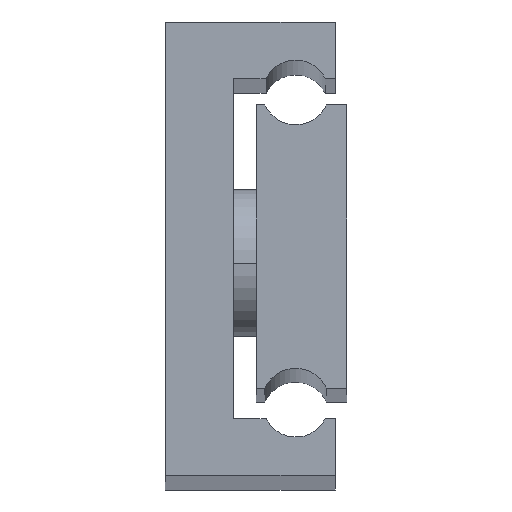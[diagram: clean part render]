
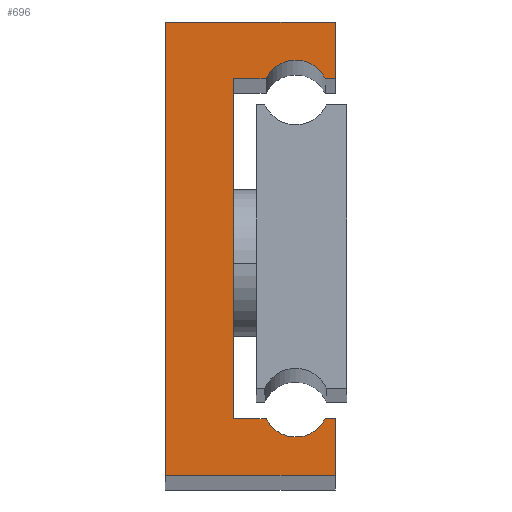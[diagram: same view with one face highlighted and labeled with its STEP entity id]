
A CAD part, top view. The second image highlights one B-rep face of the part: STEP entity #696.
In plain terms, the highlighted planar face has unit normal (0, 0, 1).
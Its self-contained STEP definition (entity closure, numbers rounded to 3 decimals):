
#8 = DIRECTION ( 'NONE',  ( 0., 1., 0. ) ) ;
#12 = VERTEX_POINT ( 'NONE', #1817 ) ;
#28 = CARTESIAN_POINT ( 'NONE',  ( 6., 5., 375. ) ) ;
#55 = EDGE_CURVE ( 'NONE', #414, #1322, #1355, .T. ) ;
#61 = DIRECTION ( 'NONE',  ( 0., 0., -1. ) ) ;
#75 = DIRECTION ( 'NONE',  ( -1., 0., 0. ) ) ;
#113 = VECTOR ( 'NONE', #549, 1000. ) ;
#194 = CARTESIAN_POINT ( 'NONE',  ( 15., 0., 375. ) ) ;
#215 = DIRECTION ( 'NONE',  ( 1., 0., 0. ) ) ;
#221 = CARTESIAN_POINT ( 'NONE',  ( 8.895, 35., 375. ) ) ;
#236 = VERTEX_POINT ( 'NONE', #593 ) ;
#257 = EDGE_CURVE ( 'NONE', #2091, #12, #350, .T. ) ;
#278 = CARTESIAN_POINT ( 'NONE',  ( 8.895, 35., 375. ) ) ;
#297 = DIRECTION ( 'NONE',  ( 1., 0., 0. ) ) ;
#300 = ORIENTED_EDGE ( 'NONE', *, *, #1838, .T. ) ;
#318 = EDGE_CURVE ( 'NONE', #1450, #1178, #1382, .T. ) ;
#324 = VECTOR ( 'NONE', #1035, 1000. ) ;
#327 = DIRECTION ( 'NONE',  ( -1., 0., 0. ) ) ;
#331 = ORIENTED_EDGE ( 'NONE', *, *, #318, .T. ) ;
#338 = VERTEX_POINT ( 'NONE', #2064 ) ;
#350 = LINE ( 'NONE', #1021, #1378 ) ;
#355 = VECTOR ( 'NONE', #1391, 1000. ) ;
#363 = LINE ( 'NONE', #194, #1127 ) ;
#387 = CARTESIAN_POINT ( 'NONE',  ( 15., 40., 375. ) ) ;
#414 = VERTEX_POINT ( 'NONE', #1171 ) ;
#439 = EDGE_CURVE ( 'NONE', #236, #338, #1389, .T. ) ;
#464 = AXIS2_PLACEMENT_3D ( 'NONE', #902, #61, #215 ) ;
#486 = DIRECTION ( 'NONE',  ( 0., 0., -1. ) ) ;
#499 = ORIENTED_EDGE ( 'NONE', *, *, #2023, .T. ) ;
#500 = CARTESIAN_POINT ( 'NONE',  ( 11.5, 33.75, 375. ) ) ;
#507 = EDGE_CURVE ( 'NONE', #1249, #2091, #1908, .T. ) ;
#513 = FACE_OUTER_BOUND ( 'NONE', #1522, .T. ) ;
#538 = VECTOR ( 'NONE', #1989, 1000. ) ;
#544 = DIRECTION ( 'NONE',  ( 0., 0., -1. ) ) ;
#549 = DIRECTION ( 'NONE',  ( -1., 0., 0. ) ) ;
#593 = CARTESIAN_POINT ( 'NONE',  ( 0., 0., 375. ) ) ;
#601 = CARTESIAN_POINT ( 'NONE',  ( 15., 5., 375. ) ) ;
#696 = ADVANCED_FACE ( 'NONE', ( #513 ), #1519, .F. ) ;
#734 = CARTESIAN_POINT ( 'NONE',  ( 0., 0., 375. ) ) ;
#740 = CARTESIAN_POINT ( 'NONE',  ( 15., 35., 375. ) ) ;
#755 = CARTESIAN_POINT ( 'NONE',  ( 15., 40., 375. ) ) ;
#760 = ORIENTED_EDGE ( 'NONE', *, *, #770, .T. ) ;
#770 = EDGE_CURVE ( 'NONE', #1842, #1450, #2094, .T. ) ;
#815 = ORIENTED_EDGE ( 'NONE', *, *, #507, .T. ) ;
#874 = DIRECTION ( 'NONE',  ( 0., -1., 0. ) ) ;
#879 = CARTESIAN_POINT ( 'NONE',  ( 8.895, 5., 375. ) ) ;
#902 = CARTESIAN_POINT ( 'NONE',  ( 11.5, 6.25, 375. ) ) ;
#937 = ORIENTED_EDGE ( 'NONE', *, *, #55, .T. ) ;
#996 = ORIENTED_EDGE ( 'NONE', *, *, #1591, .T. ) ;
#1007 = LINE ( 'NONE', #28, #538 ) ;
#1021 = CARTESIAN_POINT ( 'NONE',  ( 0., 40., 375. ) ) ;
#1035 = DIRECTION ( 'NONE',  ( 0., 1., 0. ) ) ;
#1121 = ORIENTED_EDGE ( 'NONE', *, *, #1789, .T. ) ;
#1127 = VECTOR ( 'NONE', #8, 1000. ) ;
#1131 = VECTOR ( 'NONE', #1482, 1000. ) ;
#1139 = LINE ( 'NONE', #2125, #1131 ) ;
#1171 = CARTESIAN_POINT ( 'NONE',  ( 6., 35., 375. ) ) ;
#1173 = CARTESIAN_POINT ( 'NONE',  ( 15., 5., 375. ) ) ;
#1178 = VERTEX_POINT ( 'NONE', #879 ) ;
#1249 = VERTEX_POINT ( 'NONE', #740 ) ;
#1263 = CARTESIAN_POINT ( 'NONE',  ( 0., 0., 375. ) ) ;
#1272 = VECTOR ( 'NONE', #1401, 1000. ) ;
#1311 = VECTOR ( 'NONE', #874, 1000. ) ;
#1322 = VERTEX_POINT ( 'NONE', #278 ) ;
#1326 = ORIENTED_EDGE ( 'NONE', *, *, #439, .T. ) ;
#1355 = LINE ( 'NONE', #221, #355 ) ;
#1360 = ORIENTED_EDGE ( 'NONE', *, *, #1881, .T. ) ;
#1378 = VECTOR ( 'NONE', #1702, 1000. ) ;
#1382 = CIRCLE ( 'NONE', #464, 2.89 ) ;
#1389 = LINE ( 'NONE', #734, #1272 ) ;
#1391 = DIRECTION ( 'NONE',  ( 1., 0., 0. ) ) ;
#1401 = DIRECTION ( 'NONE',  ( 1., 0., 0. ) ) ;
#1437 = LINE ( 'NONE', #1263, #1311 ) ;
#1450 = VERTEX_POINT ( 'NONE', #1506 ) ;
#1457 = LINE ( 'NONE', #1624, #1766 ) ;
#1482 = DIRECTION ( 'NONE',  ( -1., 0., 0. ) ) ;
#1506 = CARTESIAN_POINT ( 'NONE',  ( 14.105, 5., 375. ) ) ;
#1519 = PLANE ( 'NONE',  #1970 ) ;
#1522 = EDGE_LOOP ( 'NONE', ( #996, #1326, #1121, #760, #331, #499, #300, #937, #1360, #1644, #815, #1679 ) ) ;
#1541 = AXIS2_PLACEMENT_3D ( 'NONE', #2080, #544, #75 ) ;
#1591 = EDGE_CURVE ( 'NONE', #12, #236, #1437, .T. ) ;
#1624 = CARTESIAN_POINT ( 'NONE',  ( 15., 35., 375. ) ) ;
#1636 = CARTESIAN_POINT ( 'NONE',  ( 6., 5., 375. ) ) ;
#1644 = ORIENTED_EDGE ( 'NONE', *, *, #2089, .T. ) ;
#1679 = ORIENTED_EDGE ( 'NONE', *, *, #257, .T. ) ;
#1702 = DIRECTION ( 'NONE',  ( -1., 0., 0. ) ) ;
#1724 = VERTEX_POINT ( 'NONE', #1818 ) ;
#1766 = VECTOR ( 'NONE', #297, 1000. ) ;
#1789 = EDGE_CURVE ( 'NONE', #338, #1842, #363, .T. ) ;
#1817 = CARTESIAN_POINT ( 'NONE',  ( 0., 40., 375. ) ) ;
#1818 = CARTESIAN_POINT ( 'NONE',  ( 14.105, 35., 375. ) ) ;
#1838 = EDGE_CURVE ( 'NONE', #2065, #414, #1007, .T. ) ;
#1842 = VERTEX_POINT ( 'NONE', #1173 ) ;
#1881 = EDGE_CURVE ( 'NONE', #1322, #1724, #1980, .T. ) ;
#1908 = LINE ( 'NONE', #387, #324 ) ;
#1970 = AXIS2_PLACEMENT_3D ( 'NONE', #500, #486, #327 ) ;
#1980 = CIRCLE ( 'NONE', #1541, 2.89 ) ;
#1989 = DIRECTION ( 'NONE',  ( 0., 1., 0. ) ) ;
#2023 = EDGE_CURVE ( 'NONE', #1178, #2065, #1139, .T. ) ;
#2064 = CARTESIAN_POINT ( 'NONE',  ( 15., 0., 375. ) ) ;
#2065 = VERTEX_POINT ( 'NONE', #1636 ) ;
#2080 = CARTESIAN_POINT ( 'NONE',  ( 11.5, 33.75, 375. ) ) ;
#2089 = EDGE_CURVE ( 'NONE', #1724, #1249, #1457, .T. ) ;
#2091 = VERTEX_POINT ( 'NONE', #755 ) ;
#2094 = LINE ( 'NONE', #601, #113 ) ;
#2125 = CARTESIAN_POINT ( 'NONE',  ( 8.895, 5., 375. ) ) ;
